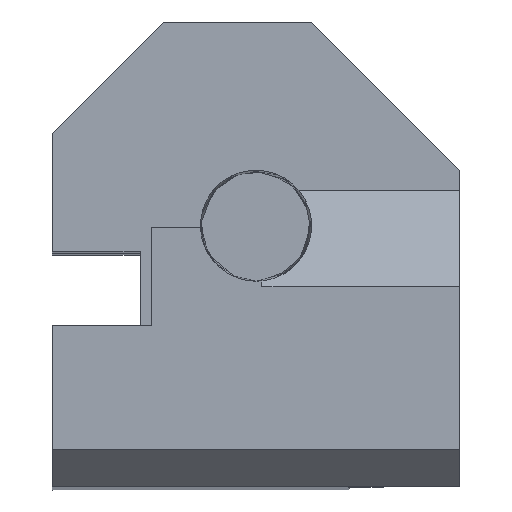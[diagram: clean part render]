
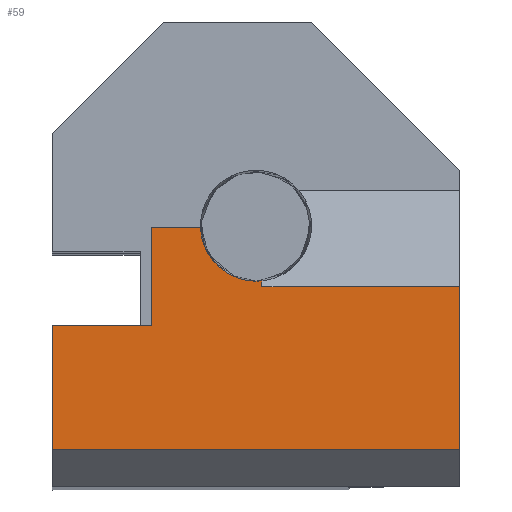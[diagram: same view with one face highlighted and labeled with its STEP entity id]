
A CAD part, top view. The second image highlights one B-rep face of the part: STEP entity #59.
In plain terms, the highlighted planar face has unit normal (0, 0, 1).
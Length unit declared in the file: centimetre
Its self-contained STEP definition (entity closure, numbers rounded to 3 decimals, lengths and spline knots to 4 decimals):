
#59=ADVANCED_FACE('',(#115),#988,.T.);
#115=FACE_OUTER_BOUND('',#171,.T.);
#171=EDGE_LOOP('',(#372,#373,#374,#375,#376,#377,#378,#379,#380,#381));
#372=ORIENTED_EDGE('',*,*,#618,.T.);
#373=ORIENTED_EDGE('',*,*,#619,.T.);
#374=ORIENTED_EDGE('',*,*,#591,.F.);
#375=ORIENTED_EDGE('',*,*,#590,.F.);
#376=ORIENTED_EDGE('',*,*,#594,.F.);
#377=ORIENTED_EDGE('',*,*,#593,.T.);
#378=ORIENTED_EDGE('',*,*,#595,.F.);
#379=ORIENTED_EDGE('',*,*,#600,.F.);
#380=ORIENTED_EDGE('',*,*,#602,.T.);
#381=ORIENTED_EDGE('',*,*,#530,.T.);
#530=EDGE_CURVE('',#863,#925,#688,.T.);
#590=EDGE_CURVE('',#892,#918,#814,.T.);
#591=EDGE_CURVE('',#918,#927,#815,.T.);
#593=EDGE_CURVE('',#919,#870,#742,.T.);
#594=EDGE_CURVE('',#919,#892,#743,.T.);
#595=EDGE_CURVE('',#881,#870,#744,.T.);
#600=EDGE_CURVE('',#920,#881,#749,.T.);
#602=EDGE_CURVE('',#920,#863,#751,.T.);
#618=EDGE_CURVE('',#925,#928,#761,.T.);
#619=EDGE_CURVE('',#928,#927,#762,.T.);
#688=B_SPLINE_CURVE_WITH_KNOTS('',1,(#1433,#1434),.UNSPECIFIED.,.F.,.F.,
(2,2),(-17.,-12.6),.UNSPECIFIED.);
#742=B_SPLINE_CURVE_WITH_KNOTS('',1,(#1637,#1638),.UNSPECIFIED.,.F.,.F.,
(2,2),(0.,2.65),.UNSPECIFIED.);
#743=B_SPLINE_CURVE_WITH_KNOTS('',1,(#1639,#1640),.UNSPECIFIED.,.F.,.F.,
(2,2),(2.674,4.0008),.UNSPECIFIED.);
#744=B_SPLINE_CURVE_WITH_KNOTS('',1,(#1641,#1642,#1643,#1644),
 .UNSPECIFIED.,.F.,.F.,(2,1,1,2),(109.9087,111.5827,112.2827,
112.5827),.UNSPECIFIED.);
#749=B_SPLINE_CURVE_WITH_KNOTS('',1,(#1657,#1658),.UNSPECIFIED.,.F.,.F.,
(2,2),(1.,4.35),.UNSPECIFIED.);
#751=B_SPLINE_CURVE_WITH_KNOTS('',1,(#1661,#1662),.UNSPECIFIED.,.F.,.F.,
(2,2),(0.,11.),.UNSPECIFIED.);
#761=B_SPLINE_CURVE_WITH_KNOTS('',1,(#1709,#1710),.UNSPECIFIED.,.F.,.F.,
(2,2),(-8.626,-3.2868),.UNSPECIFIED.);
#762=B_SPLINE_CURVE_WITH_KNOTS('',1,(#1711,#1712),.UNSPECIFIED.,.F.,.F.,
(2,2),(-1.6,-1.4414),.UNSPECIFIED.);
#814=(
BOUNDED_CURVE()
B_SPLINE_CURVE(2,(#1629,#1630,#1631),.UNSPECIFIED.,.F.,.F.)
B_SPLINE_CURVE_WITH_KNOTS((3,3),(7.1238,9.4248),
 .UNSPECIFIED.)
CURVE()
GEOMETRIC_REPRESENTATION_ITEM()
RATIONAL_B_SPLINE_CURVE((1.,0.719,1.))
REPRESENTATION_ITEM('')
);
#815=(
BOUNDED_CURVE()
B_SPLINE_CURVE(2,(#1632,#1633,#1634),.UNSPECIFIED.,.F.,.F.)
B_SPLINE_CURVE_WITH_KNOTS((3,3),(0.,0.1742),.UNSPECIFIED.)
CURVE()
GEOMETRIC_REPRESENTATION_ITEM()
RATIONAL_B_SPLINE_CURVE((1.,0.999,1.))
REPRESENTATION_ITEM('')
);
#863=VERTEX_POINT('',#1304);
#870=VERTEX_POINT('',#1311);
#881=VERTEX_POINT('',#1322);
#892=VERTEX_POINT('',#1333);
#918=VERTEX_POINT('',#1359);
#919=VERTEX_POINT('',#1360);
#920=VERTEX_POINT('',#1361);
#925=VERTEX_POINT('',#1366);
#927=VERTEX_POINT('',#1368);
#928=VERTEX_POINT('',#1369);
#988=PLANE('',#1049);
#1049=AXIS2_PLACEMENT_3D('',#1213,#1093,$);
#1093=DIRECTION('',(0.,0.,1.));
#1213=CARTESIAN_POINT('',(78.,53.45,1.6));
#1304=CARTESIAN_POINT('',(89.,47.45,1.6));
#1311=CARTESIAN_POINT('',(80.674,50.8,1.6));
#1322=CARTESIAN_POINT('',(78.,50.8,1.6));
#1333=CARTESIAN_POINT('',(82.0008,53.45,1.6));
#1359=CARTESIAN_POINT('',(83.5,52.,1.6));
#1360=CARTESIAN_POINT('',(80.674,53.45,1.6));
#1361=CARTESIAN_POINT('',(78.,47.45,1.6));
#1366=CARTESIAN_POINT('',(89.,51.85,1.6));
#1368=CARTESIAN_POINT('',(83.6608,52.0086,1.6));
#1369=CARTESIAN_POINT('',(83.6608,51.85,1.6));
#1433=CARTESIAN_POINT('',(89.,47.45,1.6));
#1434=CARTESIAN_POINT('',(89.,51.85,1.6));
#1629=CARTESIAN_POINT('',(82.0008,53.45,1.6));
#1630=CARTESIAN_POINT('',(82.0492,52.,1.6));
#1631=CARTESIAN_POINT('',(83.5,52.,1.6));
#1632=CARTESIAN_POINT('',(83.5,52.,1.6));
#1633=CARTESIAN_POINT('',(83.5806,52.,1.6));
#1634=CARTESIAN_POINT('',(83.6608,52.0086,1.6));
#1637=CARTESIAN_POINT('',(80.674,53.45,1.6));
#1638=CARTESIAN_POINT('',(80.674,50.8,1.6));
#1639=CARTESIAN_POINT('',(80.674,53.45,1.6));
#1640=CARTESIAN_POINT('',(82.0008,53.45,1.6));
#1641=CARTESIAN_POINT('',(78.,50.8,1.6));
#1642=CARTESIAN_POINT('',(79.674,50.8,1.6));
#1643=CARTESIAN_POINT('',(80.374,50.8,1.6));
#1644=CARTESIAN_POINT('',(80.674,50.8,1.6));
#1657=CARTESIAN_POINT('',(78.,47.45,1.6));
#1658=CARTESIAN_POINT('',(78.,50.8,1.6));
#1661=CARTESIAN_POINT('',(78.,47.45,1.6));
#1662=CARTESIAN_POINT('',(89.,47.45,1.6));
#1709=CARTESIAN_POINT('',(89.,51.85,1.6));
#1710=CARTESIAN_POINT('',(83.6608,51.85,1.6));
#1711=CARTESIAN_POINT('',(83.6608,51.85,1.6));
#1712=CARTESIAN_POINT('',(83.6608,52.0086,1.6));
